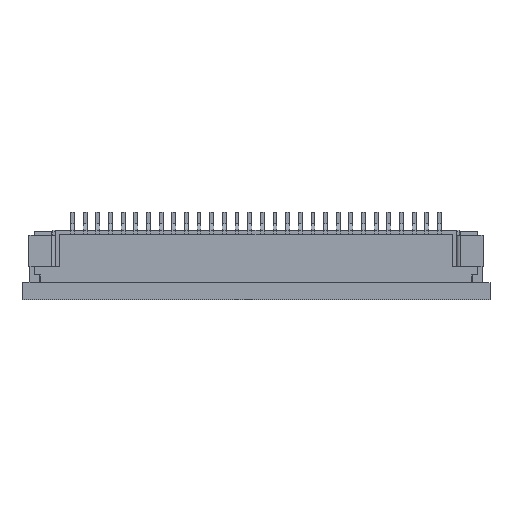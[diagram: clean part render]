
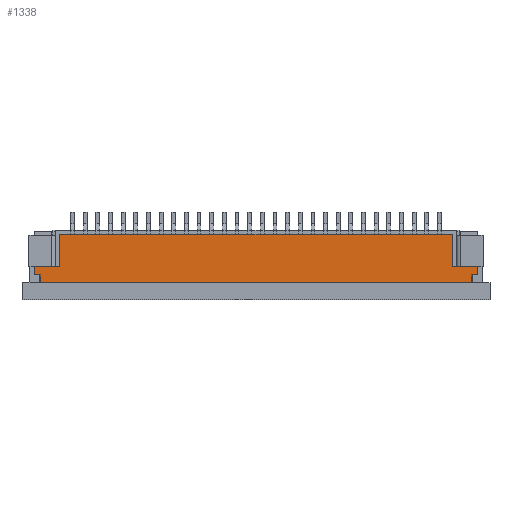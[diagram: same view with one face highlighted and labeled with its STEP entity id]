
A CAD part, top view. The second image highlights one B-rep face of the part: STEP entity #1338.
In plain terms, the highlighted planar face has unit normal (0, 0, 1).
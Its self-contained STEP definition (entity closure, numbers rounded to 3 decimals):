
#1338=ADVANCED_FACE('',(#6884),#6886,.T.);
#6884=FACE_BOUND('',#6885,.T.);
#6885=EDGE_LOOP('',(#11300,#11301,#11302,#11303,#11304,#11305,#11306,#11307,#11308,
#11309,#11310,#11311));
#6886=PLANE('',#6887);
#6887=AXIS2_PLACEMENT_3D('',#6888,#6889,#6890);
#6888=CARTESIAN_POINT('',(17.55,1.35,2.45));
#6889=DIRECTION('',(0.,-0.,1.));
#6890=DIRECTION('',(0.,1.,0.));
#11300=ORIENTED_EDGE('',*,*,#14689,.T.);
#11301=ORIENTED_EDGE('',*,*,#14691,.T.);
#11302=ORIENTED_EDGE('',*,*,#14692,.T.);
#11303=ORIENTED_EDGE('',*,*,#14693,.T.);
#11304=ORIENTED_EDGE('',*,*,#14694,.T.);
#11305=ORIENTED_EDGE('',*,*,#14695,.T.);
#11306=ORIENTED_EDGE('',*,*,#14696,.T.);
#11307=ORIENTED_EDGE('',*,*,#14697,.F.);
#11308=ORIENTED_EDGE('',*,*,#14698,.T.);
#11309=ORIENTED_EDGE('',*,*,#14699,.T.);
#11310=ORIENTED_EDGE('',*,*,#14604,.F.);
#11311=ORIENTED_EDGE('',*,*,#14595,.T.);
#14595=EDGE_CURVE('',#16614,#16624,#16626,.F.);
#14604=EDGE_CURVE('',#16614,#16642,#16643,.T.);
#14689=EDGE_CURVE('',#16624,#16806,#16807,.T.);
#14691=EDGE_CURVE('',#16806,#16809,#16810,.T.);
#14692=EDGE_CURVE('',#16809,#16811,#16812,.F.);
#14693=EDGE_CURVE('',#16811,#16813,#16814,.F.);
#14694=EDGE_CURVE('',#16813,#16815,#16816,.F.);
#14695=EDGE_CURVE('',#16815,#16817,#16818,.F.);
#14696=EDGE_CURVE('',#16817,#16819,#16820,.F.);
#14697=EDGE_CURVE('',#16821,#16819,#16822,.T.);
#14698=EDGE_CURVE('',#16821,#16823,#16824,.F.);
#14699=EDGE_CURVE('',#16823,#16642,#16825,.T.);
#16614=VERTEX_POINT('',#19302);
#16624=VERTEX_POINT('',#19322);
#16626=LINE('',#19326,#19327);
#16642=VERTEX_POINT('',#19360);
#16643=LINE('',#19361,#19362);
#16806=VERTEX_POINT('',#19694);
#16807=LINE('',#19695,#19696);
#16809=VERTEX_POINT('',#19701);
#16810=LINE('',#19702,#19703);
#16811=VERTEX_POINT('',#19705);
#16812=LINE('',#19706,#19707);
#16813=VERTEX_POINT('',#19709);
#16814=LINE('',#19710,#19711);
#16815=VERTEX_POINT('',#19713);
#16816=LINE('',#19714,#19715);
#16817=VERTEX_POINT('',#19717);
#16818=LINE('',#19718,#19719);
#16819=VERTEX_POINT('',#19721);
#16820=LINE('',#19722,#19723);
#16821=VERTEX_POINT('',#19725);
#16822=LINE('',#19726,#19727);
#16823=VERTEX_POINT('',#19729);
#16824=LINE('',#19730,#19731);
#16825=LINE('',#19733,#19734);
#19302=CARTESIAN_POINT('',(17.05,1.35,2.45));
#19322=CARTESIAN_POINT('',(17.05,1.95,2.45));
#19326=CARTESIAN_POINT('',(17.05,1.95,2.45));
#19327=VECTOR('',#19328,1.);
#19328=DIRECTION('',(0.,-1.,0.));
#19360=CARTESIAN_POINT('',(-17.05,1.35,2.45));
#19361=CARTESIAN_POINT('',(17.05,1.35,2.45));
#19362=VECTOR('',#19363,1.);
#19363=DIRECTION('',(-1.,0.,0.));
#19694=CARTESIAN_POINT('',(17.55,1.95,2.45));
#19695=CARTESIAN_POINT('',(17.05,1.95,2.45));
#19696=VECTOR('',#19697,1.);
#19697=DIRECTION('',(1.,0.,0.));
#19701=CARTESIAN_POINT('',(17.55,2.6,2.45));
#19702=CARTESIAN_POINT('',(17.55,1.95,2.45));
#19703=VECTOR('',#19704,1.);
#19704=DIRECTION('',(0.,1.,0.));
#19705=CARTESIAN_POINT('',(15.5,2.6,2.45));
#19706=CARTESIAN_POINT('',(15.5,2.6,2.45));
#19707=VECTOR('',#19708,1.);
#19708=DIRECTION('',(1.,0.,0.));
#19709=CARTESIAN_POINT('',(15.5,5.15,2.45));
#19710=CARTESIAN_POINT('',(15.5,5.15,2.45));
#19711=VECTOR('',#19712,1.);
#19712=DIRECTION('',(0.,-1.,0.));
#19713=CARTESIAN_POINT('',(-15.5,5.15,2.45));
#19714=CARTESIAN_POINT('',(-15.5,5.15,2.45));
#19715=VECTOR('',#19716,1.);
#19716=DIRECTION('',(1.,0.,0.));
#19717=CARTESIAN_POINT('',(-15.5,2.6,2.45));
#19718=CARTESIAN_POINT('',(-15.5,2.6,2.45));
#19719=VECTOR('',#19720,1.);
#19720=DIRECTION('',(0.,1.,0.));
#19721=CARTESIAN_POINT('',(-17.55,2.6,2.45));
#19722=CARTESIAN_POINT('',(-17.55,2.6,2.45));
#19723=VECTOR('',#19724,1.);
#19724=DIRECTION('',(1.,0.,0.));
#19725=CARTESIAN_POINT('',(-17.55,1.95,2.45));
#19726=CARTESIAN_POINT('',(-17.55,1.95,2.45));
#19727=VECTOR('',#19728,1.);
#19728=DIRECTION('',(0.,1.,0.));
#19729=CARTESIAN_POINT('',(-17.05,1.95,2.45));
#19730=CARTESIAN_POINT('',(-17.05,1.95,2.45));
#19731=VECTOR('',#19732,1.);
#19732=DIRECTION('',(-1.,0.,0.));
#19733=CARTESIAN_POINT('',(-17.05,1.95,2.45));
#19734=VECTOR('',#19735,1.);
#19735=DIRECTION('',(0.,-1.,0.));
